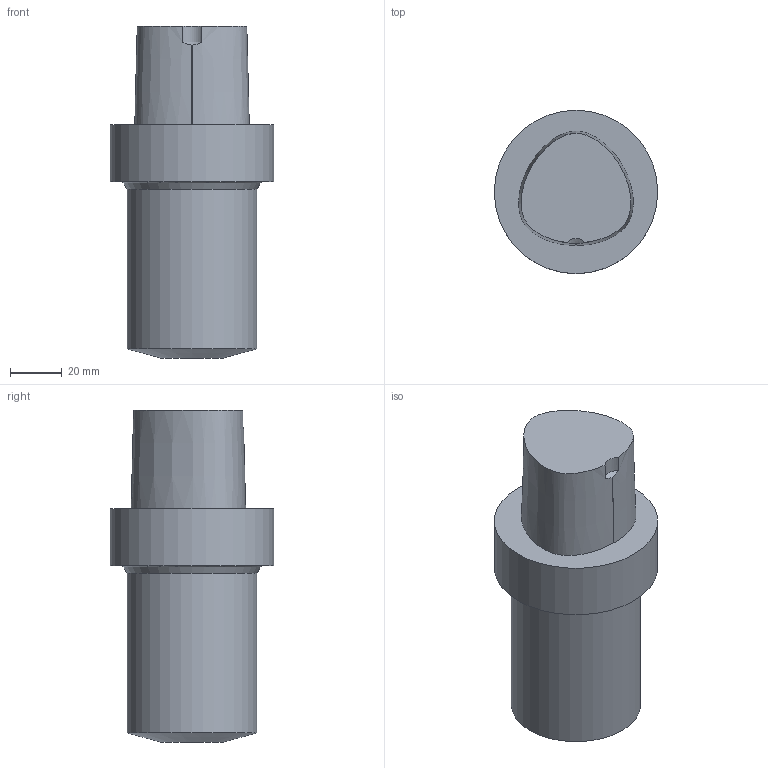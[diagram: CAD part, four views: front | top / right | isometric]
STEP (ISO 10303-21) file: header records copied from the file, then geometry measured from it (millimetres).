
FILE_DESCRIPTION((''),'1');
FILE_NAME('C6-BSL20-90.stp','2020-06-05T06:59:58',(''),(''),'Spatial Interop R21 SP3','Kubotek KeyCreator 2011 V10.0.2 (22737)',' ');
FILE_SCHEMA(('automotive_design'));
Length unit declared in the file: millimetre
Products named in the file (1): 240[2]
Bounding box: 62.98 x 62.98 x 128 mm (x, y, z)
Volume: 254283.1 mm3; surface area: 25588.5 mm2
Topology: 1 solids, 1 shells, 14 faces, 27 edges, 17 vertices
Faces by surface type: cone 5, plane 4, cylinder 3, bspline 2
Full cylindrical faces by diameter (mm): 50 x1, 62.985 x1
Entity records: 850 total; most frequent: CARTESIAN_POINT 290, PRESENTATION_STYLE_ASSIGNMENT 52, COLOUR_RGB 52, DIRECTION 49, ORIENTED_EDGE 44, STYLED_ITEM 37, CURVE_STYLE 37, DRAUGHTING_PRE_DEFINED_CURVE_FONT 37
